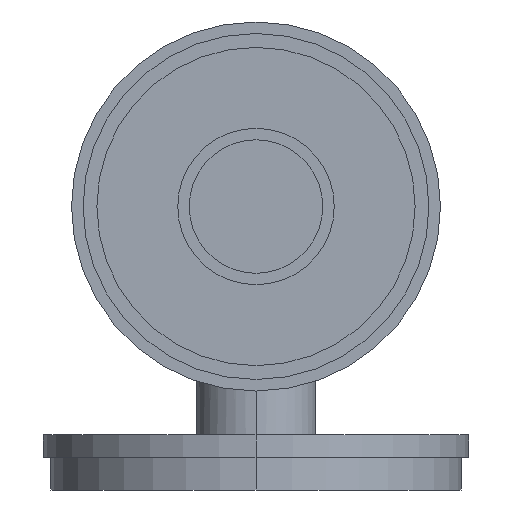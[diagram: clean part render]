
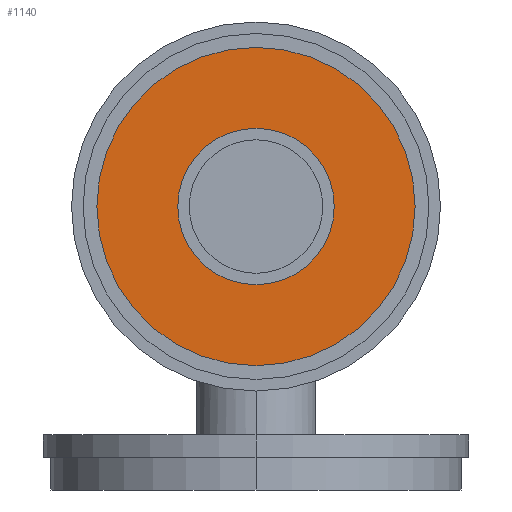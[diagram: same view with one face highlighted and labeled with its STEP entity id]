
A CAD part, left-side view. The second image highlights one B-rep face of the part: STEP entity #1140.
In plain terms, the highlighted planar face has unit normal (-1, 0, 0).
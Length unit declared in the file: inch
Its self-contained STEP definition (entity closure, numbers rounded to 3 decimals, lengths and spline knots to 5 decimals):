
#200=CARTESIAN_POINT('',(-1.9525,0.,2.42));
#201=DIRECTION('',(-1.,0.,0.));
#202=DIRECTION('',(0.,-1.,0.));
#203=AXIS2_PLACEMENT_3D('',#200,#201,#202);
#205=CARTESIAN_POINT('',(-1.9525,0.,2.42));
#206=DIRECTION('',(-1.,0.,0.));
#207=DIRECTION('',(0.,1.,0.));
#208=AXIS2_PLACEMENT_3D('',#205,#206,#207);
#210=DIRECTION('',(0.,1.,0.));
#211=VECTOR('',#210,0.3);
#212=CARTESIAN_POINT('',(-1.9525,-0.15,1.795));
#213=LINE('',#212,#211);
#222=DIRECTION('',(0.,0.,1.));
#223=VECTOR('',#222,0.05);
#224=CARTESIAN_POINT('',(-1.9525,0.15,1.795));
#225=LINE('',#224,#223);
#226=DIRECTION('',(0.,1.,0.));
#227=VECTOR('',#226,0.3);
#228=CARTESIAN_POINT('',(-1.9525,-0.15,1.845));
#229=LINE('',#228,#227);
#238=DIRECTION('',(0.,0.,1.));
#239=VECTOR('',#238,0.05);
#240=CARTESIAN_POINT('',(-1.9525,-0.15,1.795));
#241=LINE('',#240,#239);
#334=CARTESIAN_POINT('',(-1.9525,0.,2.48));
#335=DIRECTION('',(1.,0.,0.));
#336=DIRECTION('',(0.,0.,1.));
#337=AXIS2_PLACEMENT_3D('',#334,#335,#336);
#343=CARTESIAN_POINT('',(-1.9525,0.,2.48));
#344=DIRECTION('',(1.,0.,0.));
#345=DIRECTION('',(0.,0.,-1.));
#346=AXIS2_PLACEMENT_3D('',#343,#344,#345);
#352=CARTESIAN_POINT('',(-1.9525,0.,2.358));
#353=DIRECTION('',(1.,0.,0.));
#354=DIRECTION('',(0.,0.,1.));
#355=AXIS2_PLACEMENT_3D('',#352,#353,#354);
#361=CARTESIAN_POINT('',(-1.9525,0.,2.358));
#362=DIRECTION('',(1.,0.,0.));
#363=DIRECTION('',(0.,0.,-1.));
#364=AXIS2_PLACEMENT_3D('',#361,#362,#363);
#804=CARTESIAN_POINT('',(-1.9525,-0.15,1.795));
#805=CARTESIAN_POINT('',(-1.9525,0.15,1.795));
#806=VERTEX_POINT('',#804);
#807=VERTEX_POINT('',#805);
#808=CARTESIAN_POINT('',(-1.9525,-0.15,1.845));
#809=CARTESIAN_POINT('',(-1.9525,0.15,1.845));
#810=VERTEX_POINT('',#808);
#811=VERTEX_POINT('',#809);
#812=CARTESIAN_POINT('',(-1.9525,0.,2.535));
#813=CARTESIAN_POINT('',(-1.9525,0.,2.425));
#814=VERTEX_POINT('',#812);
#815=VERTEX_POINT('',#813);
#816=CARTESIAN_POINT('',(-1.9525,0.,2.413));
#817=CARTESIAN_POINT('',(-1.9525,0.,2.303));
#818=VERTEX_POINT('',#816);
#819=VERTEX_POINT('',#817);
#828=CARTESIAN_POINT('',(-1.9525,-1.35838,2.42));
#829=CARTESIAN_POINT('',(-1.9525,1.35838,2.42));
#830=VERTEX_POINT('',#828);
#831=VERTEX_POINT('',#829);
#1108=CARTESIAN_POINT('',(-1.9525,0.,2.42));
#1109=DIRECTION('',(-1.,0.,0.));
#1110=DIRECTION('',(0.,-1.,0.));
#1111=AXIS2_PLACEMENT_3D('',#1108,#1109,#1110);
#1112=PLANE('',#1111);
#1114=ORIENTED_EDGE('',*,*,#1113,.F.);
#1115=ORIENTED_EDGE('',*,*,#1098,.F.);
#1116=EDGE_LOOP('',(#1114,#1115));
#1117=FACE_OUTER_BOUND('',#1116,.F.);
#1119=ORIENTED_EDGE('',*,*,#1118,.F.);
#1121=ORIENTED_EDGE('',*,*,#1120,.T.);
#1123=ORIENTED_EDGE('',*,*,#1122,.T.);
#1125=ORIENTED_EDGE('',*,*,#1124,.F.);
#1126=EDGE_LOOP('',(#1119,#1121,#1123,#1125));
#1127=FACE_BOUND('',#1126,.F.);
#1129=ORIENTED_EDGE('',*,*,#1128,.F.);
#1131=ORIENTED_EDGE('',*,*,#1130,.F.);
#1132=EDGE_LOOP('',(#1129,#1131));
#1133=FACE_BOUND('',#1132,.F.);
#1135=ORIENTED_EDGE('',*,*,#1134,.F.);
#1137=ORIENTED_EDGE('',*,*,#1136,.F.);
#1138=EDGE_LOOP('',(#1135,#1137));
#1139=FACE_BOUND('',#1138,.F.);
#1140=ADVANCED_FACE('',(#1117,#1127,#1133,#1139),#1112,.T.);
#204=CIRCLE('',#203,1.35838);
#209=CIRCLE('',#208,1.35838);
#338=CIRCLE('',#337,0.055);
#347=CIRCLE('',#346,0.055);
#356=CIRCLE('',#355,0.055);
#365=CIRCLE('',#364,0.055);
#1098=EDGE_CURVE('',#831,#830,#209,.T.);
#1113=EDGE_CURVE('',#830,#831,#204,.T.);
#1118=EDGE_CURVE('',#806,#807,#213,.T.);
#1120=EDGE_CURVE('',#806,#810,#241,.T.);
#1122=EDGE_CURVE('',#810,#811,#229,.T.);
#1124=EDGE_CURVE('',#807,#811,#225,.T.);
#1128=EDGE_CURVE('',#814,#815,#338,.T.);
#1130=EDGE_CURVE('',#815,#814,#347,.T.);
#1134=EDGE_CURVE('',#818,#819,#356,.T.);
#1136=EDGE_CURVE('',#819,#818,#365,.T.);
